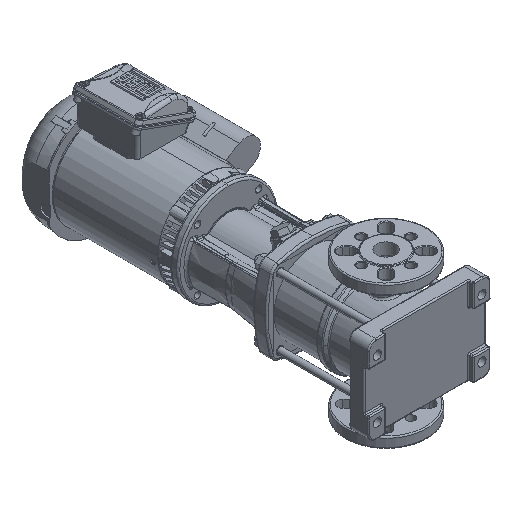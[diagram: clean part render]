
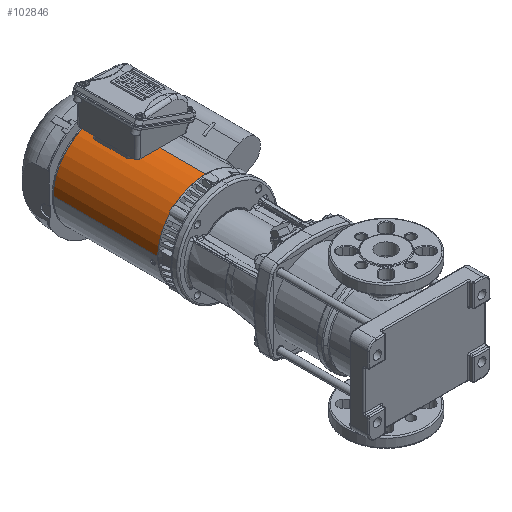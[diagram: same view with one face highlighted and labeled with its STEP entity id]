
A CAD part, isometric view. The second image highlights one B-rep face of the part: STEP entity #102846.
In plain terms, the highlighted cylindrical face has radius 81.875 mm (diameter 163.75 mm), a partial arc.
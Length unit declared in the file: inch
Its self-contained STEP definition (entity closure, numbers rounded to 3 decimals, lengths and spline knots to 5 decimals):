
#4267 = ORIENTED_EDGE ( 'NONE', *, *, #91137, .T. ) ;
#6468 = FACE_OUTER_BOUND ( 'NONE', #60052, .T. ) ;
#8215 = CARTESIAN_POINT ( 'NONE',  ( -7.08661, -3.22343, 0.00056 ) ) ;
#13387 = LINE ( 'NONE', #104897, #15824 ) ;
#15163 = DIRECTION ( 'NONE',  ( -1., 0., 0. ) ) ;
#15295 = DIRECTION ( 'NONE',  ( -1., 0., 0. ) ) ;
#15824 = VECTOR ( 'NONE', #36839, 39.37008 ) ;
#16606 = VECTOR ( 'NONE', #65098, 39.37008 ) ;
#17336 = VERTEX_POINT ( 'NONE', #26226 ) ;
#20311 = CIRCLE ( 'NONE', #107202, 3.22343 ) ;
#22926 = EDGE_CURVE ( 'NONE', #17336, #28973, #68374, .T. ) ;
#26226 = CARTESIAN_POINT ( 'NONE',  ( 0., -3.22343, 0.00056 ) ) ;
#28973 = VERTEX_POINT ( 'NONE', #35167 ) ;
#31489 = CARTESIAN_POINT ( 'NONE',  ( 21.20633, 0., 0. ) ) ;
#32083 = DIRECTION ( 'NONE',  ( 0., 0., 1. ) ) ;
#34307 = VERTEX_POINT ( 'NONE', #78626 ) ;
#35167 = CARTESIAN_POINT ( 'NONE',  ( 0., 0., 3.22343 ) ) ;
#36839 = DIRECTION ( 'NONE',  ( -1., 0., 0. ) ) ;
#39735 = CARTESIAN_POINT ( 'NONE',  ( -7.08661, 0., 0. ) ) ;
#40565 = AXIS2_PLACEMENT_3D ( 'NONE', #97541, #15295, #56117 ) ;
#48374 = DIRECTION ( 'NONE',  ( 0., 0., 1. ) ) ;
#56117 = DIRECTION ( 'NONE',  ( 0., 0., -1. ) ) ;
#60052 = EDGE_LOOP ( 'NONE', ( #98110, #4267, #61196, #97877 ) ) ;
#61196 = ORIENTED_EDGE ( 'NONE', *, *, #85827, .T. ) ;
#65098 = DIRECTION ( 'NONE',  ( -1., 0., 0. ) ) ;
#65953 = AXIS2_PLACEMENT_3D ( 'NONE', #31489, #15163, #48374 ) ;
#66173 = LINE ( 'NONE', #98910, #16606 ) ;
#68374 = CIRCLE ( 'NONE', #40565, 3.22343 ) ;
#72840 = CYLINDRICAL_SURFACE ( 'NONE', #65953, 3.22343 ) ;
#75402 = EDGE_CURVE ( 'NONE', #17336, #80809, #66173, .T. ) ;
#78626 = CARTESIAN_POINT ( 'NONE',  ( -7.08661, 0., 3.22343 ) ) ;
#80809 = VERTEX_POINT ( 'NONE', #8215 ) ;
#85827 = EDGE_CURVE ( 'NONE', #34307, #80809, #20311, .T. ) ;
#91137 = EDGE_CURVE ( 'NONE', #28973, #34307, #13387, .T. ) ;
#97541 = CARTESIAN_POINT ( 'NONE',  ( 0., 0., 0. ) ) ;
#97877 = ORIENTED_EDGE ( 'NONE', *, *, #75402, .F. ) ;
#98110 = ORIENTED_EDGE ( 'NONE', *, *, #22926, .T. ) ;
#98910 = CARTESIAN_POINT ( 'NONE',  ( 21.20633, -3.22343, 0.00056 ) ) ;
#102846 = ADVANCED_FACE ( 'NONE', ( #6468 ), #72840, .T. ) ;
#104897 = CARTESIAN_POINT ( 'NONE',  ( 21.20633, 0., 3.22343 ) ) ;
#105112 = DIRECTION ( 'NONE',  ( 1., 0., 0. ) ) ;
#107202 = AXIS2_PLACEMENT_3D ( 'NONE', #39735, #105112, #32083 ) ;
